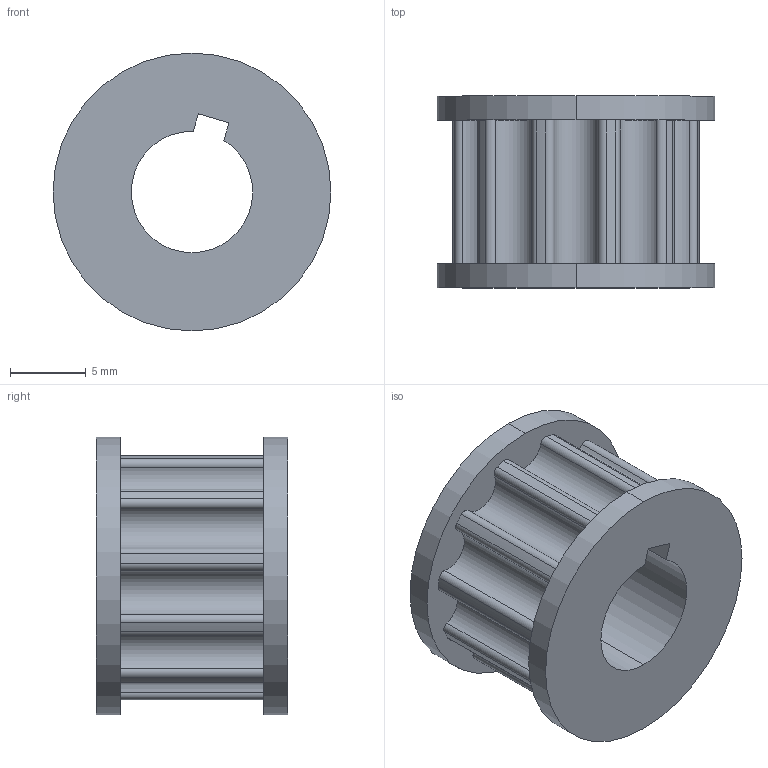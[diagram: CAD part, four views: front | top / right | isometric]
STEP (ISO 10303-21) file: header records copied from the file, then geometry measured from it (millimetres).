
FILE_DESCRIPTION (( 'STEP AP214' ), '1' );
FILE_NAME ('11t HTD pulley.STEP', '2026-01-19T23:42:33', ( '' ), ( '' ), 'SwSTEP 2.0', 'SolidWorks 2026', '' );
FILE_SCHEMA (( 'AUTOMOTIVE_DESIGN' ));
Length unit declared in the file: inch
Products named in the file (1): 11t HTD pulley
Bounding box: 18.36 x 12.68 x 18.36 mm (x, y, z)
Volume: 1719 mm3; surface area: 1802.4 mm2
Topology: 1 solids, 1 shells, 66 faces, 186 edges, 124 vertices
Faces by surface type: cylinder 59, plane 7
Entity records: 2239 total; most frequent: DIRECTION 438, CARTESIAN_POINT 377, ORIENTED_EDGE 372, EDGE_CURVE 186, AXIS2_PLACEMENT_3D 185, VERTEX_POINT 124, CIRCLE 118, EDGE_LOOP 70
